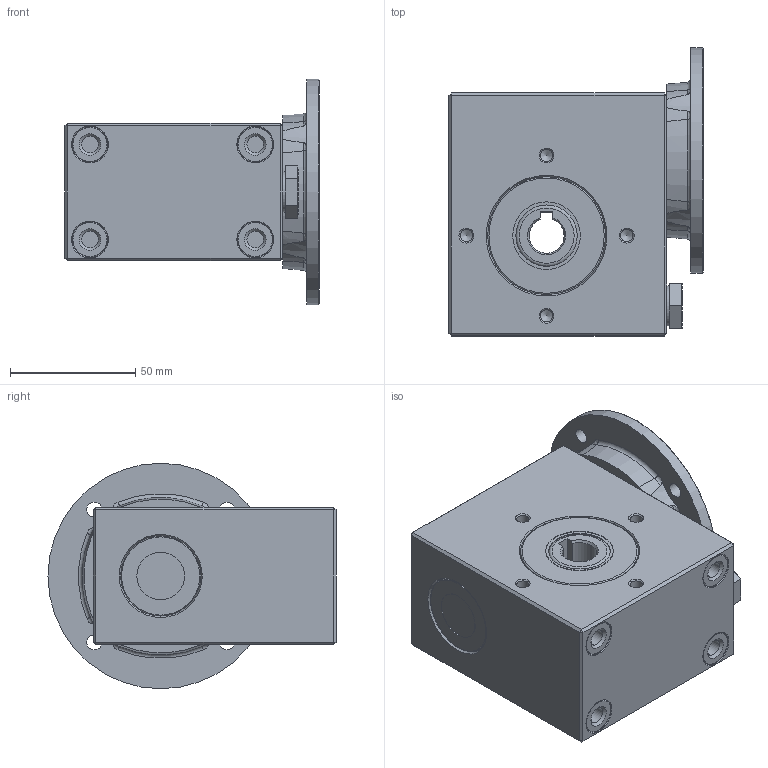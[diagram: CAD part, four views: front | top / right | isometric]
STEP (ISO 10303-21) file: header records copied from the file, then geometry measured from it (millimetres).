
FILE_DESCRIPTION( ( 'Unknown' ), '1' );
FILE_NAME( 'A650BB706B80BEDAA4E43DEFF59ED54.3d.stp', 'Unknown', ( 'Unknown' ), ( 'Unknown' ), 'PSStep 10.1', 'Unknown', ' ' );
FILE_SCHEMA( ( 'AUTOMOTIVE_DESIGN { 1 0 10303 214 1 1 1 1 }' ) );
Length unit declared in the file: millimetre
Products named in the file (2): I308800
Bounding box: 101.5 x 115 x 90 mm (x, y, z)
Volume: 473274.7 mm3; surface area: 66315.3 mm2
Topology: 2 solids, 21 shells, 354 faces, 819 edges, 533 vertices
Faces by surface type: plane 148, cylinder 85, cone 79, torus 26, bspline 16
Full cylindrical faces by diameter (mm): 4.917 x12, 6 x8, 6.5 x4, 6.647 x4, 8.566 x1, 10 x4, 10.106 x4, 11 x4, 12 x4, 12.1 x4, 14 x4, 14.1 x4, 16 x1, 18 x1, 19 x1, 20 x1, 24.5 x2, 27 x2, 28.8 x1, 30 x1, 31.246 x1, 31.7 x1, 32 x2, 37 x1, 41.8 x1, 47 x1, 90 x1
Entity records: 12143 total; most frequent: CARTESIAN_POINT 2523, DIRECTION 1442, ORIENTED_EDGE 1086, AXIS2_PLACEMENT_3D 632, EDGE_LOOP 568, EDGE_CURVE 543, FACE_OUTER_BOUND 451, VERTEX_POINT 431
